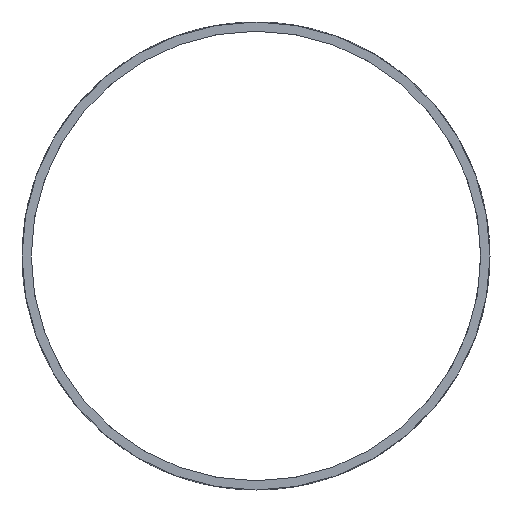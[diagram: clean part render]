
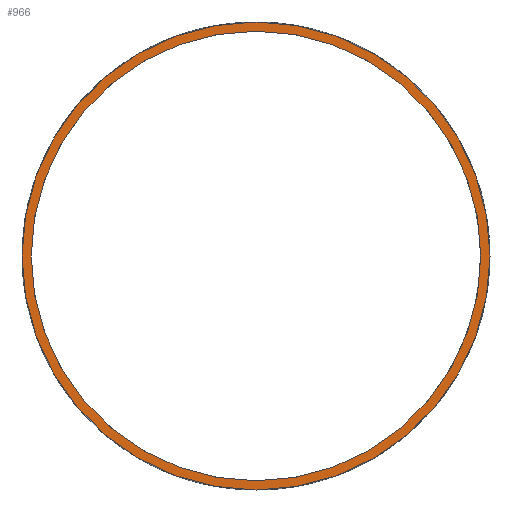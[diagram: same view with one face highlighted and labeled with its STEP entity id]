
A CAD part, front view. The second image highlights one B-rep face of the part: STEP entity #966.
In plain terms, the highlighted planar face has unit normal (0, -1, 0).
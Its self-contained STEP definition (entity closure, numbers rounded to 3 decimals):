
#16=FACE_BOUND('',#102,.T.);
#19=CIRCLE('',#1089,38.05);
#20=CIRCLE('',#1090,36.55);
#50=FACE_OUTER_BOUND('',#101,.T.);
#101=EDGE_LOOP('',(#699));
#102=EDGE_LOOP('',(#700));
#363=VERTEX_POINT('',#1650);
#364=VERTEX_POINT('',#1652);
#483=EDGE_CURVE('',#363,#363,#19,.T.);
#484=EDGE_CURVE('',#364,#364,#20,.T.);
#699=ORIENTED_EDGE('',*,*,#483,.F.);
#700=ORIENTED_EDGE('',*,*,#484,.F.);
#866=PLANE('',#1088);
#966=ADVANCED_FACE('',(#50,#16),#866,.F.);
#1088=AXIS2_PLACEMENT_3D('',#1649,#1333,#1334);
#1089=AXIS2_PLACEMENT_3D('',#1651,#1335,#1336);
#1090=AXIS2_PLACEMENT_3D('',#1653,#1337,#1338);
#1333=DIRECTION('center_axis',(0.,1.,0.));
#1334=DIRECTION('ref_axis',(0.,0.,1.));
#1335=DIRECTION('center_axis',(0.,1.,0.));
#1336=DIRECTION('ref_axis',(-1.,0.,0.));
#1337=DIRECTION('center_axis',(0.,-1.,0.));
#1338=DIRECTION('ref_axis',(1.,0.,0.));
#1649=CARTESIAN_POINT('Origin',(0.,0.,0.));
#1650=CARTESIAN_POINT('',(38.05,0.,0.));
#1651=CARTESIAN_POINT('Origin',(0.,0.,0.));
#1652=CARTESIAN_POINT('',(-36.55,0.,0.));
#1653=CARTESIAN_POINT('Origin',(0.,0.,0.));
